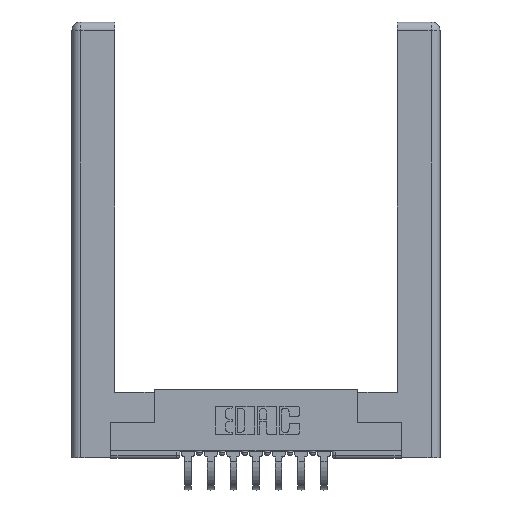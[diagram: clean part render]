
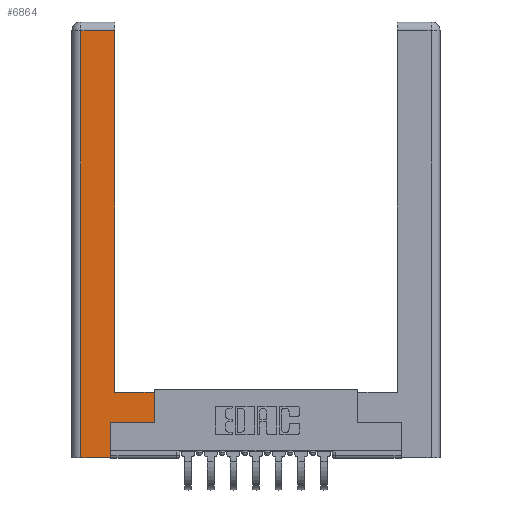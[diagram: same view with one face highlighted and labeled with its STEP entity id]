
A CAD part, top view. The second image highlights one B-rep face of the part: STEP entity #6864.
In plain terms, the highlighted planar face has unit normal (0, 0, 1).
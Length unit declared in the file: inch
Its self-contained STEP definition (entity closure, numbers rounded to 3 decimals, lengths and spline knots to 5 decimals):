
#264 = CARTESIAN_POINT ( 'NONE',  ( 0., 0., 0. ) ) ;
#306 = VECTOR ( 'NONE', #7081, 39.37008 ) ;
#720 = CARTESIAN_POINT ( 'NONE',  ( 0.565, 0.245, 0. ) ) ;
#802 = VECTOR ( 'NONE', #7364, 39.37008 ) ;
#912 = EDGE_CURVE ( 'NONE', #4962, #3019, #14208, .T. ) ;
#928 = VERTEX_POINT ( 'NONE', #1920 ) ;
#1067 = ORIENTED_EDGE ( 'NONE', *, *, #4368, .T. ) ;
#1294 = DIRECTION ( 'NONE',  ( 0., 1., 0. ) ) ;
#1303 = LINE ( 'NONE', #2568, #306 ) ;
#1358 = ORIENTED_EDGE ( 'NONE', *, *, #8383, .T. ) ;
#1525 = PLANE ( 'NONE',  #13054 ) ;
#1573 = VECTOR ( 'NONE', #12129, 39.37008 ) ;
#1920 = CARTESIAN_POINT ( 'NONE',  ( 0.295, 2.94, 0. ) ) ;
#1977 = ORIENTED_EDGE ( 'NONE', *, *, #11334, .T. ) ;
#2344 = LINE ( 'NONE', #8038, #13599 ) ;
#2475 = EDGE_CURVE ( 'NONE', #4859, #14288, #3713, .T. ) ;
#2568 = CARTESIAN_POINT ( 'NONE',  ( 0.265, 0., 0. ) ) ;
#2635 = DIRECTION ( 'NONE',  ( -1., 0., 0. ) ) ;
#2727 = VECTOR ( 'NONE', #10414, 39.37008 ) ;
#2827 = DIRECTION ( 'NONE',  ( 0., -1., 0. ) ) ;
#3019 = VERTEX_POINT ( 'NONE', #4740 ) ;
#3291 = DIRECTION ( 'NONE',  ( -1., 0., 0. ) ) ;
#3713 = LINE ( 'NONE', #8460, #14364 ) ;
#3812 = LINE ( 'NONE', #7147, #2727 ) ;
#4036 = CARTESIAN_POINT ( 'NONE',  ( 0.265, 0.245, 0. ) ) ;
#4329 = LINE ( 'NONE', #12315, #13816 ) ;
#4368 = EDGE_CURVE ( 'NONE', #3019, #9410, #3812, .T. ) ;
#4496 = LINE ( 'NONE', #9005, #9297 ) ;
#4740 = CARTESIAN_POINT ( 'NONE',  ( 0.565, 0.245, 0. ) ) ;
#4756 = ORIENTED_EDGE ( 'NONE', *, *, #912, .T. ) ;
#4794 = ORIENTED_EDGE ( 'NONE', *, *, #13142, .T. ) ;
#4859 = VERTEX_POINT ( 'NONE', #11924 ) ;
#4962 = VERTEX_POINT ( 'NONE', #11184 ) ;
#5338 = CARTESIAN_POINT ( 'NONE',  ( 0.265, 0., 0. ) ) ;
#5461 = CARTESIAN_POINT ( 'NONE',  ( 0.0615, 0., 0. ) ) ;
#5870 = ORIENTED_EDGE ( 'NONE', *, *, #11401, .T. ) ;
#6186 = LINE ( 'NONE', #4036, #802 ) ;
#6193 = EDGE_LOOP ( 'NONE', ( #4794, #1358, #11347, #1977, #11263, #4756, #1067, #5870 ) ) ;
#6864 = ADVANCED_FACE ( 'NONE', ( #9451 ), #1525, .F. ) ;
#7081 = DIRECTION ( 'NONE',  ( 1., 0., 0. ) ) ;
#7147 = CARTESIAN_POINT ( 'NONE',  ( 0.565, 0.45, 0. ) ) ;
#7272 = CARTESIAN_POINT ( 'NONE',  ( 0.295, 0.45, 0. ) ) ;
#7364 = DIRECTION ( 'NONE',  ( 0., 1., 0. ) ) ;
#8038 = CARTESIAN_POINT ( 'NONE',  ( 0.295, 3., 0. ) ) ;
#8253 = EDGE_CURVE ( 'NONE', #9339, #4962, #6186, .T. ) ;
#8383 = EDGE_CURVE ( 'NONE', #928, #4859, #4329, .T. ) ;
#8460 = CARTESIAN_POINT ( 'NONE',  ( 0.0615, 0., 0. ) ) ;
#9005 = CARTESIAN_POINT ( 'NONE',  ( 0.295, 0.45, 0. ) ) ;
#9297 = VECTOR ( 'NONE', #13526, 39.37008 ) ;
#9339 = VERTEX_POINT ( 'NONE', #5338 ) ;
#9410 = VERTEX_POINT ( 'NONE', #12066 ) ;
#9451 = FACE_OUTER_BOUND ( 'NONE', #6193, .T. ) ;
#10414 = DIRECTION ( 'NONE',  ( 0., 1., 0. ) ) ;
#11184 = CARTESIAN_POINT ( 'NONE',  ( 0.265, 0.245, 0. ) ) ;
#11263 = ORIENTED_EDGE ( 'NONE', *, *, #8253, .T. ) ;
#11334 = EDGE_CURVE ( 'NONE', #14288, #9339, #1303, .T. ) ;
#11347 = ORIENTED_EDGE ( 'NONE', *, *, #2475, .T. ) ;
#11401 = EDGE_CURVE ( 'NONE', #9410, #13793, #4496, .T. ) ;
#11603 = DIRECTION ( 'NONE',  ( 0., 0., -1. ) ) ;
#11924 = CARTESIAN_POINT ( 'NONE',  ( 0.0615, 2.94, 0. ) ) ;
#12066 = CARTESIAN_POINT ( 'NONE',  ( 0.565, 0.45, 0. ) ) ;
#12129 = DIRECTION ( 'NONE',  ( 1., 0., 0. ) ) ;
#12315 = CARTESIAN_POINT ( 'NONE',  ( 0.0615, 2.94, 0. ) ) ;
#13054 = AXIS2_PLACEMENT_3D ( 'NONE', #264, #11603, #2635 ) ;
#13142 = EDGE_CURVE ( 'NONE', #13793, #928, #2344, .T. ) ;
#13526 = DIRECTION ( 'NONE',  ( -1., 0., 0. ) ) ;
#13599 = VECTOR ( 'NONE', #1294, 39.37008 ) ;
#13793 = VERTEX_POINT ( 'NONE', #7272 ) ;
#13816 = VECTOR ( 'NONE', #3291, 39.37008 ) ;
#14208 = LINE ( 'NONE', #720, #1573 ) ;
#14288 = VERTEX_POINT ( 'NONE', #5461 ) ;
#14364 = VECTOR ( 'NONE', #2827, 39.37008 ) ;
